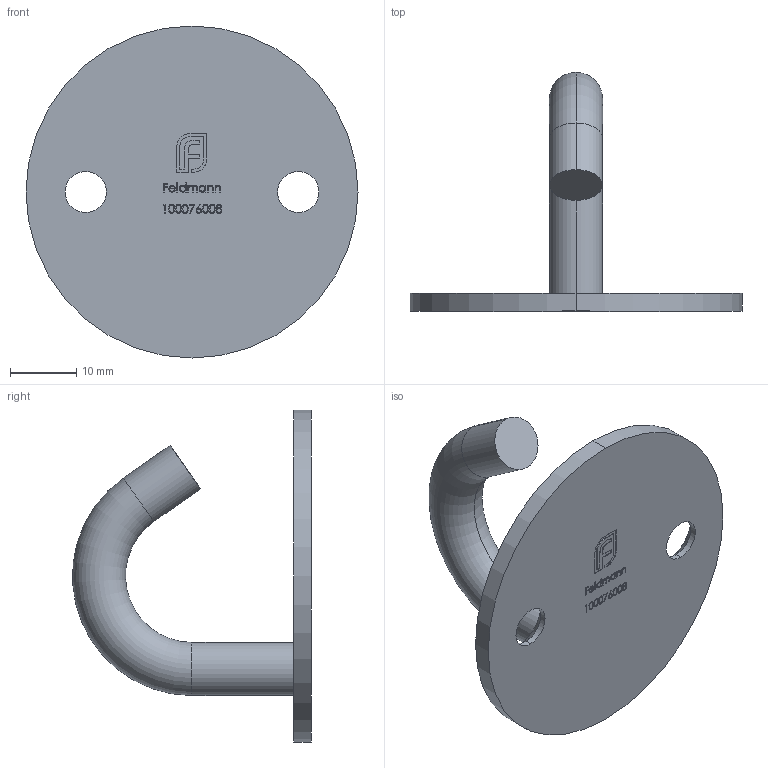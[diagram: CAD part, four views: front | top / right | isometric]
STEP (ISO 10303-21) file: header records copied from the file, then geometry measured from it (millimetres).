
FILE_DESCRIPTION (( 'STEP AP203' ), '1' );
FILE_NAME ('100076008.step', '2020-12-17T08:34:12', ( '' ), ( '' ), 'SwSTEP 2.0', 'SolidWorks 2018', '' );
FILE_SCHEMA (( 'CONFIG_CONTROL_DESIGN' ));
Length unit declared in the file: millimetre
Products named in the file (2): 100076008
Bounding box: 50 x 35.98 x 50 mm (x, y, z)
Volume: 8047.4 mm3; surface area: 5809.5 mm2
Topology: 1 solids, 1 shells, 276 faces, 724 edges, 480 vertices
Faces by surface type: bspline 139, plane 121, cylinder 10, cone 4, torus 2
Entity records: 16299 total; most frequent: CARTESIAN_POINT 10261, ORIENTED_EDGE 1448, DIRECTION 750, EDGE_CURVE 724, VERTEX_POINT 480, LINE 420, VECTOR 420, EDGE_LOOP 310
